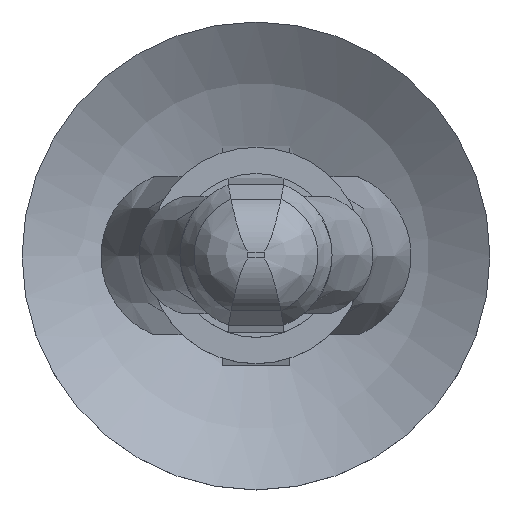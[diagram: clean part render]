
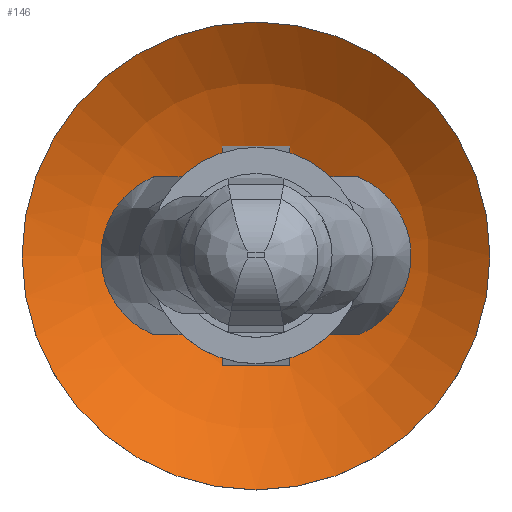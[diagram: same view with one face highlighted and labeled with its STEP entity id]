
A CAD part, top view. The second image highlights one B-rep face of the part: STEP entity #146.
In plain terms, the highlighted spherical face has radius 6.414 mm.
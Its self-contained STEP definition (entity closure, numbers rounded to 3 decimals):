
#146 = ADVANCED_FACE( '', ( #314, #315 ), #316, .F. );
#314 = FACE_OUTER_BOUND( '', #543, .T. );
#315 = FACE_OUTER_BOUND( '', #544, .T. );
#316 = SPHERICAL_SURFACE( '', #545, 6.414 );
#543 = EDGE_LOOP( '', ( #1049, #1050, #1051, #1052 ) );
#544 = EDGE_LOOP( '', ( #1053 ) );
#545 = AXIS2_PLACEMENT_3D( '', #1054, #1055, #1056 );
#1049 = ORIENTED_EDGE( '', *, *, #1262, .T. );
#1050 = ORIENTED_EDGE( '', *, *, #1310, .T. );
#1051 = ORIENTED_EDGE( '', *, *, #1368, .T. );
#1052 = ORIENTED_EDGE( '', *, *, #1267, .T. );
#1053 = ORIENTED_EDGE( '', *, *, #1314, .F. );
#1054 = CARTESIAN_POINT( '', ( 0., 0., -0.186 ) );
#1055 = DIRECTION( '', ( 0., 0., -1. ) );
#1056 = DIRECTION( '', ( -1., 0., 0. ) );
#1262 = EDGE_CURVE( '', #1455, #1453, #1456, .F. );
#1267 = EDGE_CURVE( '', #1463, #1455, #1464, .F. );
#1310 = EDGE_CURVE( '', #1453, #1530, #1531, .F. );
#1314 = EDGE_CURVE( '', #1536, #1536, #1537, .T. );
#1368 = EDGE_CURVE( '', #1530, #1463, #1609, .F. );
#1453 = VERTEX_POINT( '', #1732 );
#1455 = VERTEX_POINT( '', #1735 );
#1456 = CIRCLE( '', #1736, 6.388 );
#1463 = VERTEX_POINT( '', #1746 );
#1464 = CIRCLE( '', #1747, 6.134 );
#1530 = VERTEX_POINT( '', #1860 );
#1531 = CIRCLE( '', #1861, 6.134 );
#1536 = VERTEX_POINT( '', #1868 );
#1537 = CIRCLE( '', #1869, 4. );
#1609 = CIRCLE( '', #2035, 6.388 );
#1732 = CARTESIAN_POINT( '', ( 0.575, -1.875, -6.293 ) );
#1735 = CARTESIAN_POINT( '', ( 0.575, 1.875, -6.293 ) );
#1736 = AXIS2_PLACEMENT_3D( '', #2170, #2171, #2172 );
#1746 = CARTESIAN_POINT( '', ( -0.575, 1.875, -6.293 ) );
#1747 = AXIS2_PLACEMENT_3D( '', #2176, #2177, #2178 );
#1860 = CARTESIAN_POINT( '', ( -0.575, -1.875, -6.293 ) );
#1861 = AXIS2_PLACEMENT_3D( '', #2214, #2215, #2216 );
#1868 = CARTESIAN_POINT( '', ( -4., 0., -5.2 ) );
#1869 = AXIS2_PLACEMENT_3D( '', #2219, #2220, #2221 );
#2035 = AXIS2_PLACEMENT_3D( '', #2271, #2272, #2273 );
#2170 = CARTESIAN_POINT( '', ( 0.575, 0., -0.186 ) );
#2171 = DIRECTION( '', ( 1., 0., 0. ) );
#2172 = DIRECTION( '', ( 0., 1., 0. ) );
#2176 = CARTESIAN_POINT( '', ( 0., 1.875, -0.186 ) );
#2177 = DIRECTION( '', ( 0., 1., 0. ) );
#2178 = DIRECTION( '', ( -1., 0., 0. ) );
#2214 = CARTESIAN_POINT( '', ( 0., -1.875, -0.186 ) );
#2215 = DIRECTION( '', ( 0., -1., 0. ) );
#2216 = DIRECTION( '', ( 1., 0., 0. ) );
#2219 = CARTESIAN_POINT( '', ( 0., 0., -5.2 ) );
#2220 = DIRECTION( '', ( 0., 0., -1. ) );
#2221 = DIRECTION( '', ( -1., 0., 0. ) );
#2271 = CARTESIAN_POINT( '', ( -0.575, 0., -0.186 ) );
#2272 = DIRECTION( '', ( -1., 0., 0. ) );
#2273 = DIRECTION( '', ( 0., -1., 0. ) );
